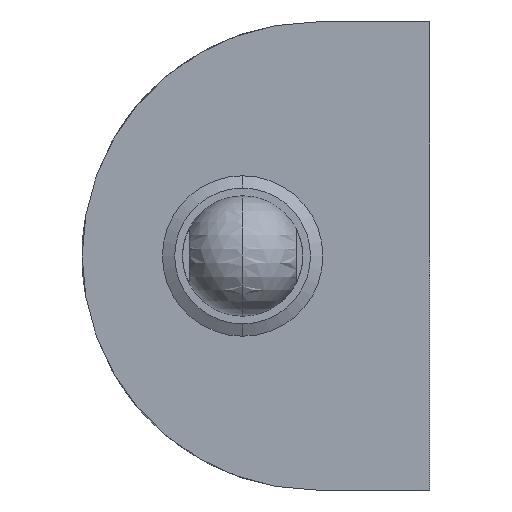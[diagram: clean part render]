
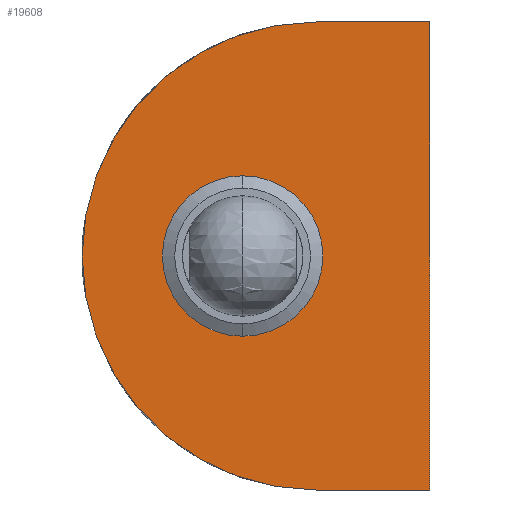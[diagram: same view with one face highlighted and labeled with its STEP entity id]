
A CAD part, left-side view. The second image highlights one B-rep face of the part: STEP entity #19608.
In plain terms, the highlighted planar face has unit normal (-1, 0, 0).
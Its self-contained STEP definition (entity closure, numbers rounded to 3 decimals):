
#8392=VERTEX_POINT('NONE',#23560);
#9318=EDGE_CURVE('NONE',#18858,#17688,#24570,.T.);
#9814=VERTEX_POINT('NONE',#25107);
#10014=EDGE_CURVE('NONE',#9814,#8392,#25320,.T.);
#14558=EDGE_CURVE('NONE',#18858,#21770,#30279,.T.);
#17528=EDGE_CURVE('NONE',#21770,#22646,#33498,.T.);
#17688=VERTEX_POINT('NONE',#33676);
#17964=EDGE_CURVE('NONE',#8392,#9814,#33977,.T.);
#18858=VERTEX_POINT('NONE',#34964);
#19608=ADVANCED_FACE('NONE',(#35777,#35778),#35779,.F.);
#21740=EDGE_CURVE('NONE',#22646,#17688,#38074,.T.);
#21770=VERTEX_POINT('NONE',#38107);
#22646=VERTEX_POINT('NONE',#39060);
#23560=CARTESIAN_POINT('',(-6.0,14.0,6.0));
#24570=LINE('',#42326,#42327);
#25107=CARTESIAN_POINT('',(-6.0,14.0,-6.0));
#25320=CIRCLE('',#43600,6.0);
#30279=CIRCLE('',#51776,17.5);
#33498=LINE('',#57293,#57294);
#33676=CARTESIAN_POINT('',(-6.0,0.0,17.5));
#33977=CIRCLE('',#58122,6.0);
#34964=CARTESIAN_POINT('',(-6.0,8.5,17.5));
#35777=FACE_OUTER_BOUND('',#61193,.T.);
#35778=FACE_BOUND('',#61194,.T.);
#35779=PLANE('',#61195);
#38074=LINE('',#65335,#65336);
#38107=CARTESIAN_POINT('',(-6.0,8.5,-17.5));
#39060=CARTESIAN_POINT('',(-6.0,0.0,-17.5));
#42326=CARTESIAN_POINT('',(-6.0,8.5,17.5));
#42327=VECTOR('',#68763,1000.0);
#43600=AXIS2_PLACEMENT_3D('',#69421,#69422,#69423);
#51776=AXIS2_PLACEMENT_3D('',#74803,#74804,#74805);
#57293=CARTESIAN_POINT('',(-6.0,8.5,-17.5));
#57294=VECTOR('',#78111,1000.0);
#58122=AXIS2_PLACEMENT_3D('',#78509,#78510,#78511);
#61193=EDGE_LOOP('',(#79912,#79913,#79914,#79915));
#61194=EDGE_LOOP('',(#79916,#79917));
#61195=AXIS2_PLACEMENT_3D('',#79918,#79919,#79920);
#65335=CARTESIAN_POINT('',(-6.0,0.0,-17.5));
#65336=VECTOR('',#81825,1000.0);
#68763=DIRECTION('',(0.0,-1.0,-0.0));
#69421=CARTESIAN_POINT('',(-6.0,14.0,0.));
#69422=DIRECTION('',(-1.0,0.0,0.));
#69423=DIRECTION('',(0.,0.0,1.0));
#74803=CARTESIAN_POINT('',(-6.0,8.5,0.));
#74804=DIRECTION('',(-1.0,0.0,0.));
#74805=DIRECTION('',(0.,0.0,1.0));
#78111=DIRECTION('',(0.0,-1.0,-0.0));
#78509=CARTESIAN_POINT('',(-6.0,14.0,0.));
#78510=DIRECTION('',(-1.0,0.0,0.));
#78511=DIRECTION('',(0.,0.0,1.0));
#79912=ORIENTED_EDGE('',*,*,#21740,.T.);
#79913=ORIENTED_EDGE('',*,*,#9318,.F.);
#79914=ORIENTED_EDGE('',*,*,#14558,.T.);
#79915=ORIENTED_EDGE('',*,*,#17528,.T.);
#79916=ORIENTED_EDGE('',*,*,#17964,.F.);
#79917=ORIENTED_EDGE('',*,*,#10014,.F.);
#79918=CARTESIAN_POINT('',(-6.0,8.5,-17.5));
#79919=DIRECTION('',(1.0,0.0,0.));
#79920=DIRECTION('',(0.0,-1.0,0.0));
#81825=DIRECTION('',(0.,0.0,1.0));
